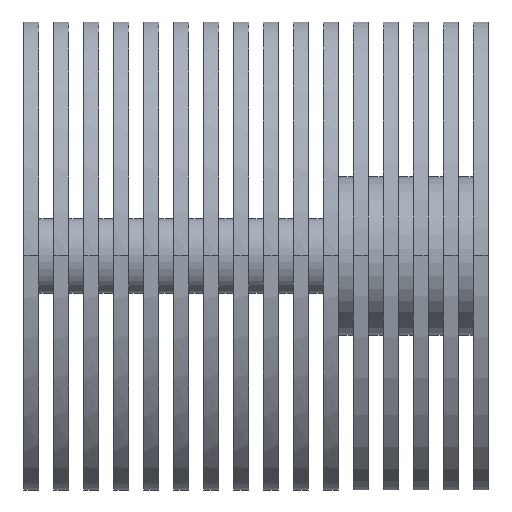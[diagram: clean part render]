
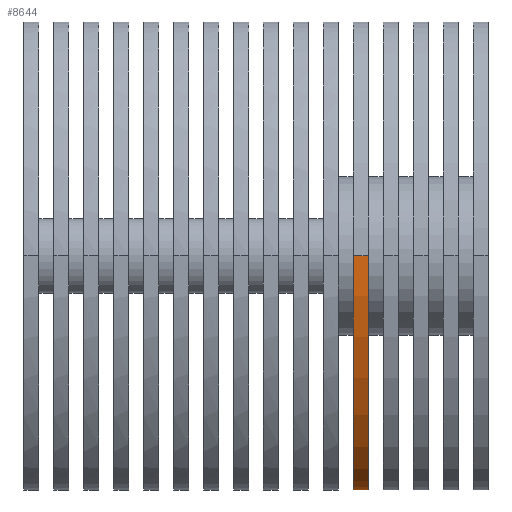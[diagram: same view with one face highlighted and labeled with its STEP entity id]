
A CAD part, top view. The second image highlights one B-rep face of the part: STEP entity #8644.
In plain terms, the highlighted free-form (B-spline) face has degree [3, 1] with [16, 2] control points.
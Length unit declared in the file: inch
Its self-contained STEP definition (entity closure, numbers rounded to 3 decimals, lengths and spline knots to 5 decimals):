
#169 = VERTEX_POINT ( 'NONE', #8704 ) ;
#377 = CARTESIAN_POINT ( 'NONE',  ( 5.11811, -0.0426, 1.77165 ) ) ;
#398 = LINE ( 'NONE', #5926, #6856 ) ;
#423 = CARTESIAN_POINT ( 'NONE',  ( 5.11811, -2.78813, 0.61807 ) ) ;
#424 = CARTESIAN_POINT ( 'NONE',  ( 5.31496, -0.30123, 1.75843 ) ) ;
#563 = CARTESIAN_POINT ( 'NONE',  ( 5.31496, -3.0746, 0.09843 ) ) ;
#597 = CARTESIAN_POINT ( 'NONE',  ( 5.31496, -0.79411, 1.67698 ) ) ;
#648 = B_SPLINE_CURVE_WITH_KNOTS ( 'NONE', 3,
 ( #3819, #377, #3233, #2462, #4545, #8763, #7405, #7316, #6632, #6046, #423, #2554, #4634, #6723, #7107, #5611 ),
 .UNSPECIFIED., .F., .F.,
 ( 4, 1, 1, 1, 1, 1, 1, 1, 1, 1, 1, 1, 1, 4 ),
 ( 0., 0.03125, 0.0625, 0.125, 0.1875, 0.25, 0.375, 0.5, 0.625, 0.75, 0.8125, 0.875, 0.9375, 0.95146 ),
 .UNSPECIFIED. ) ;
#669 = CARTESIAN_POINT ( 'NONE',  ( 5.11811, -0.0426, 1.77165 ) ) ;
#759 = VERTEX_POINT ( 'NONE', #4906 ) ;
#884 = B_SPLINE_SURFACE_WITH_KNOTS ( 'NONE', 3, 1, ( 
 ( #1263, #8835 ),
 ( #2663, #669 ),
 ( #4667, #6117 ),
 ( #1944, #8287 ),
 ( #1988, #5433 ),
 ( #6707, #2030 ),
 ( #5392, #6032 ),
 ( #3433, #8959 ),
 ( #4707, #2749 ),
 ( #8922, #1175 ),
 ( #1220, #7436 ),
 ( #7476, #3261 ),
 ( #7517, #2708 ),
 ( #6160, #8792 ),
 ( #8206, #4029 ),
 ( #6835, #3987 ) ),
 .UNSPECIFIED., .F., .F., .F.,
 ( 4, 1, 1, 1, 1, 1, 1, 1, 1, 1, 1, 1, 1, 4 ),
 ( 2, 2 ),
 ( 0., 0.03125, 0.0625, 0.125, 0.1875, 0.25, 0.375, 0.5, 0.625, 0.75, 0.8125, 0.875, 0.9375, 0.95146 ),
 ( 0., 1. ),
 .UNSPECIFIED. ) ;
#1175 = CARTESIAN_POINT ( 'NONE',  ( 5.11811, -2.51677, 0.87619 ) ) ;
#1220 = CARTESIAN_POINT ( 'NONE',  ( 5.31496, -2.78813, 0.61807 ) ) ;
#1263 = CARTESIAN_POINT ( 'NONE',  ( 5.31496, 0., 1.77165 ) ) ;
#1903 = FACE_OUTER_BOUND ( 'NONE', #8430, .T. ) ;
#1944 = CARTESIAN_POINT ( 'NONE',  ( 5.31496, -0.30123, 1.75843 ) ) ;
#1988 = CARTESIAN_POINT ( 'NONE',  ( 5.31496, -0.52323, 1.73068 ) ) ;
#2030 = CARTESIAN_POINT ( 'NONE',  ( 5.11811, -0.79411, 1.67698 ) ) ;
#2117 = ORIENTED_EDGE ( 'NONE', *, *, #3025, .T. ) ;
#2462 = CARTESIAN_POINT ( 'NONE',  ( 5.11811, -0.30123, 1.75843 ) ) ;
#2554 = CARTESIAN_POINT ( 'NONE',  ( 5.11811, -2.943, 0.41363 ) ) ;
#2663 = CARTESIAN_POINT ( 'NONE',  ( 5.31496, -0.0426, 1.77165 ) ) ;
#2677 = CARTESIAN_POINT ( 'NONE',  ( 5.31496, -0.12715, 1.76974 ) ) ;
#2708 = CARTESIAN_POINT ( 'NONE',  ( 5.11811, -3.02565, 0.26526 ) ) ;
#2749 = CARTESIAN_POINT ( 'NONE',  ( 5.11811, -2.09331, 1.1656 ) ) ;
#3025 = EDGE_CURVE ( 'NONE', #759, #8561, #648, .T. ) ;
#3187 = CARTESIAN_POINT ( 'NONE',  ( 5.31496, -3.0746, 0.09843 ) ) ;
#3233 = CARTESIAN_POINT ( 'NONE',  ( 5.11811, -0.12715, 1.76974 ) ) ;
#3261 = CARTESIAN_POINT ( 'NONE',  ( 5.11811, -2.943, 0.41363 ) ) ;
#3433 = CARTESIAN_POINT ( 'NONE',  ( 5.31496, -1.60061, 1.41649 ) ) ;
#3632 = B_SPLINE_CURVE_WITH_KNOTS ( 'NONE', 3,
 ( #8808, #8044, #2677, #424, #5446, #597, #7491, #5954, #3959, #8221, #6680, #6807, #6001, #5361, #7529, #3187 ),
 .UNSPECIFIED., .F., .F.,
 ( 4, 1, 1, 1, 1, 1, 1, 1, 1, 1, 1, 1, 1, 4 ),
 ( 0., 0.03125, 0.0625, 0.125, 0.1875, 0.25, 0.375, 0.5, 0.625, 0.75, 0.8125, 0.875, 0.9375, 0.95146 ),
 .UNSPECIFIED. ) ;
#3748 = VERTEX_POINT ( 'NONE', #5957 ) ;
#3819 = CARTESIAN_POINT ( 'NONE',  ( 5.11811, 0., 1.77165 ) ) ;
#3959 = CARTESIAN_POINT ( 'NONE',  ( 5.31496, -2.09331, 1.1656 ) ) ;
#3987 = CARTESIAN_POINT ( 'NONE',  ( 5.11811, -3.0746, 0.09843 ) ) ;
#4029 = CARTESIAN_POINT ( 'NONE',  ( 5.11811, -3.07279, 0.10819 ) ) ;
#4131 = DIRECTION ( 'NONE',  ( -1., 0., 0. ) ) ;
#4545 = CARTESIAN_POINT ( 'NONE',  ( 5.11811, -0.52323, 1.73068 ) ) ;
#4634 = CARTESIAN_POINT ( 'NONE',  ( 5.11811, -3.02565, 0.26526 ) ) ;
#4667 = CARTESIAN_POINT ( 'NONE',  ( 5.31496, -0.12715, 1.76974 ) ) ;
#4707 = CARTESIAN_POINT ( 'NONE',  ( 5.31496, -2.09331, 1.1656 ) ) ;
#4906 = CARTESIAN_POINT ( 'NONE',  ( 5.11811, 0., 1.77165 ) ) ;
#5248 = DIRECTION ( 'NONE',  ( -1., 0., 0. ) ) ;
#5256 = ORIENTED_EDGE ( 'NONE', *, *, #5955, .T. ) ;
#5346 = CARTESIAN_POINT ( 'NONE',  ( 5.11811, -3.0746, 0.09843 ) ) ;
#5361 = CARTESIAN_POINT ( 'NONE',  ( 5.31496, -3.06136, 0.16223 ) ) ;
#5371 = VECTOR ( 'NONE', #4131, 39.37008 ) ;
#5392 = CARTESIAN_POINT ( 'NONE',  ( 5.31496, -1.15595, 1.58028 ) ) ;
#5433 = CARTESIAN_POINT ( 'NONE',  ( 5.11811, -0.52323, 1.73068 ) ) ;
#5446 = CARTESIAN_POINT ( 'NONE',  ( 5.31496, -0.52323, 1.73068 ) ) ;
#5611 = CARTESIAN_POINT ( 'NONE',  ( 5.11811, -3.0746, 0.09843 ) ) ;
#5888 = ORIENTED_EDGE ( 'NONE', *, *, #7759, .F. ) ;
#5926 = CARTESIAN_POINT ( 'NONE',  ( 5.31496, 0., 1.77165 ) ) ;
#5954 = CARTESIAN_POINT ( 'NONE',  ( 5.31496, -1.60061, 1.41649 ) ) ;
#5955 = EDGE_CURVE ( 'NONE', #3748, #759, #398, .T. ) ;
#5957 = CARTESIAN_POINT ( 'NONE',  ( 5.31496, 0., 1.77165 ) ) ;
#6001 = CARTESIAN_POINT ( 'NONE',  ( 5.31496, -3.02565, 0.26526 ) ) ;
#6032 = CARTESIAN_POINT ( 'NONE',  ( 5.11811, -1.15595, 1.58028 ) ) ;
#6046 = CARTESIAN_POINT ( 'NONE',  ( 5.11811, -2.51677, 0.87619 ) ) ;
#6117 = CARTESIAN_POINT ( 'NONE',  ( 5.11811, -0.12715, 1.76974 ) ) ;
#6160 = CARTESIAN_POINT ( 'NONE',  ( 5.31496, -3.06136, 0.16223 ) ) ;
#6632 = CARTESIAN_POINT ( 'NONE',  ( 5.11811, -2.09331, 1.1656 ) ) ;
#6680 = CARTESIAN_POINT ( 'NONE',  ( 5.31496, -2.78813, 0.61807 ) ) ;
#6707 = CARTESIAN_POINT ( 'NONE',  ( 5.31496, -0.79411, 1.67698 ) ) ;
#6723 = CARTESIAN_POINT ( 'NONE',  ( 5.11811, -3.06136, 0.16223 ) ) ;
#6807 = CARTESIAN_POINT ( 'NONE',  ( 5.31496, -2.943, 0.41363 ) ) ;
#6835 = CARTESIAN_POINT ( 'NONE',  ( 5.31496, -3.0746, 0.09843 ) ) ;
#6856 = VECTOR ( 'NONE', #5248, 39.37008 ) ;
#6943 = LINE ( 'NONE', #563, #5371 ) ;
#7107 = CARTESIAN_POINT ( 'NONE',  ( 5.11811, -3.07279, 0.10819 ) ) ;
#7316 = CARTESIAN_POINT ( 'NONE',  ( 5.11811, -1.60061, 1.41649 ) ) ;
#7405 = CARTESIAN_POINT ( 'NONE',  ( 5.11811, -1.15595, 1.58028 ) ) ;
#7436 = CARTESIAN_POINT ( 'NONE',  ( 5.11811, -2.78813, 0.61807 ) ) ;
#7476 = CARTESIAN_POINT ( 'NONE',  ( 5.31496, -2.943, 0.41363 ) ) ;
#7491 = CARTESIAN_POINT ( 'NONE',  ( 5.31496, -1.15595, 1.58028 ) ) ;
#7517 = CARTESIAN_POINT ( 'NONE',  ( 5.31496, -3.02565, 0.26526 ) ) ;
#7529 = CARTESIAN_POINT ( 'NONE',  ( 5.31496, -3.07279, 0.10819 ) ) ;
#7625 = ORIENTED_EDGE ( 'NONE', *, *, #8968, .F. ) ;
#7759 = EDGE_CURVE ( 'NONE', #169, #8561, #6943, .T. ) ;
#8044 = CARTESIAN_POINT ( 'NONE',  ( 5.31496, -0.0426, 1.77165 ) ) ;
#8206 = CARTESIAN_POINT ( 'NONE',  ( 5.31496, -3.07279, 0.10819 ) ) ;
#8221 = CARTESIAN_POINT ( 'NONE',  ( 5.31496, -2.51677, 0.87619 ) ) ;
#8287 = CARTESIAN_POINT ( 'NONE',  ( 5.11811, -0.30123, 1.75843 ) ) ;
#8430 = EDGE_LOOP ( 'NONE', ( #2117, #5888, #7625, #5256 ) ) ;
#8561 = VERTEX_POINT ( 'NONE', #5346 ) ;
#8644 = ADVANCED_FACE ( 'NONE', ( #1903 ), #884, .F. ) ;
#8704 = CARTESIAN_POINT ( 'NONE',  ( 5.31496, -3.0746, 0.09843 ) ) ;
#8763 = CARTESIAN_POINT ( 'NONE',  ( 5.11811, -0.79411, 1.67698 ) ) ;
#8792 = CARTESIAN_POINT ( 'NONE',  ( 5.11811, -3.06136, 0.16223 ) ) ;
#8808 = CARTESIAN_POINT ( 'NONE',  ( 5.31496, 0., 1.77165 ) ) ;
#8835 = CARTESIAN_POINT ( 'NONE',  ( 5.11811, 0., 1.77165 ) ) ;
#8922 = CARTESIAN_POINT ( 'NONE',  ( 5.31496, -2.51677, 0.87619 ) ) ;
#8959 = CARTESIAN_POINT ( 'NONE',  ( 5.11811, -1.60061, 1.41649 ) ) ;
#8968 = EDGE_CURVE ( 'NONE', #3748, #169, #3632, .T. ) ;
